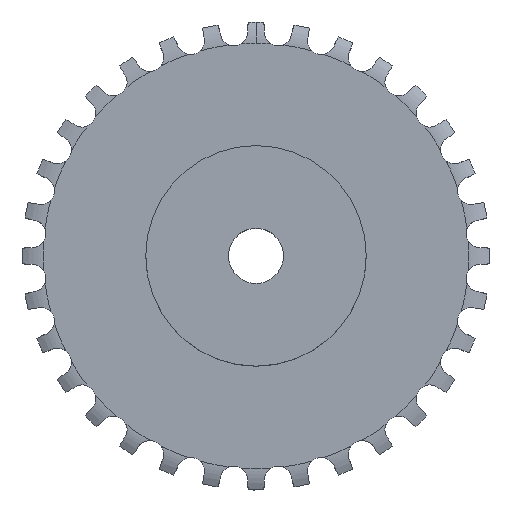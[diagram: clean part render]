
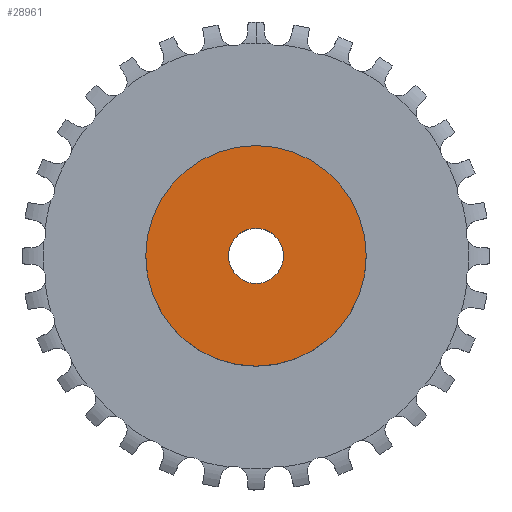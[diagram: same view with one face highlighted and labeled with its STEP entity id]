
A CAD part, top view. The second image highlights one B-rep face of the part: STEP entity #28961.
In plain terms, the highlighted planar face has unit normal (0, 0, 1).
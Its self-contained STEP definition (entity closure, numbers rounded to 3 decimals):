
#8465 = CYLINDRICAL_SURFACE('',#8466,20.);
#8466 = AXIS2_PLACEMENT_3D('',#8467,#8468,#8469);
#8467 = CARTESIAN_POINT('',(0.,0.,0.));
#8468 = DIRECTION('',(-0.,-0.,-1.));
#8469 = DIRECTION('',(1.,0.,0.));
#23358 = CYLINDRICAL_SURFACE('',#23359,5.);
#23359 = AXIS2_PLACEMENT_3D('',#23360,#23361,#23362);
#23360 = CARTESIAN_POINT('',(0.,0.,122.339));
#23361 = DIRECTION('',(0.,0.,1.));
#23362 = DIRECTION('',(1.,0.,-0.));
#26971 = VERTEX_POINT('',#26972);
#26972 = CARTESIAN_POINT('',(20.,0.,16.));
#26993 = EDGE_CURVE('',#26971,#26971,#26994,.T.);
#26994 = SURFACE_CURVE('',#26995,(#27000,#27007),.PCURVE_S1.);
#26995 = CIRCLE('',#26996,20.);
#26996 = AXIS2_PLACEMENT_3D('',#26997,#26998,#26999);
#26997 = CARTESIAN_POINT('',(0.,0.,16.));
#26998 = DIRECTION('',(0.,0.,1.));
#26999 = DIRECTION('',(1.,0.,0.));
#27000 = PCURVE('',#8465,#27001);
#27001 = DEFINITIONAL_REPRESENTATION('',(#27002),#27006);
#27002 = LINE('',#27003,#27004);
#27003 = CARTESIAN_POINT('',(-0.,-16.));
#27004 = VECTOR('',#27005,1.);
#27005 = DIRECTION('',(-1.,0.));
#27006 = ( GEOMETRIC_REPRESENTATION_CONTEXT(2) 
PARAMETRIC_REPRESENTATION_CONTEXT() REPRESENTATION_CONTEXT('2D SPACE',''
  ) );
#27007 = PCURVE('',#27008,#27013);
#27008 = PLANE('',#27009);
#27009 = AXIS2_PLACEMENT_3D('',#27010,#27011,#27012);
#27010 = CARTESIAN_POINT('',(0.,0.,16.));
#27011 = DIRECTION('',(-0.,0.,1.));
#27012 = DIRECTION('',(0.,-1.,0.));
#27013 = DEFINITIONAL_REPRESENTATION('',(#27014),#27018);
#27014 = CIRCLE('',#27015,20.);
#27015 = AXIS2_PLACEMENT_2D('',#27016,#27017);
#27016 = CARTESIAN_POINT('',(0.,0.));
#27017 = DIRECTION('',(0.,1.));
#27018 = ( GEOMETRIC_REPRESENTATION_CONTEXT(2) 
PARAMETRIC_REPRESENTATION_CONTEXT() REPRESENTATION_CONTEXT('2D SPACE',''
  ) );
#28915 = EDGE_CURVE('',#28916,#28916,#28918,.T.);
#28916 = VERTEX_POINT('',#28917);
#28917 = CARTESIAN_POINT('',(5.,0.,16.));
#28918 = SURFACE_CURVE('',#28919,(#28924,#28931),.PCURVE_S1.);
#28919 = CIRCLE('',#28920,5.);
#28920 = AXIS2_PLACEMENT_3D('',#28921,#28922,#28923);
#28921 = CARTESIAN_POINT('',(0.,0.,16.));
#28922 = DIRECTION('',(0.,0.,1.));
#28923 = DIRECTION('',(1.,0.,-0.));
#28924 = PCURVE('',#23358,#28925);
#28925 = DEFINITIONAL_REPRESENTATION('',(#28926),#28930);
#28926 = LINE('',#28927,#28928);
#28927 = CARTESIAN_POINT('',(0.,-106.339));
#28928 = VECTOR('',#28929,1.);
#28929 = DIRECTION('',(1.,0.));
#28930 = ( GEOMETRIC_REPRESENTATION_CONTEXT(2) 
PARAMETRIC_REPRESENTATION_CONTEXT() REPRESENTATION_CONTEXT('2D SPACE',''
  ) );
#28931 = PCURVE('',#27008,#28932);
#28932 = DEFINITIONAL_REPRESENTATION('',(#28933),#28937);
#28933 = CIRCLE('',#28934,5.);
#28934 = AXIS2_PLACEMENT_2D('',#28935,#28936);
#28935 = CARTESIAN_POINT('',(0.,0.));
#28936 = DIRECTION('',(0.,1.));
#28937 = ( GEOMETRIC_REPRESENTATION_CONTEXT(2) 
PARAMETRIC_REPRESENTATION_CONTEXT() REPRESENTATION_CONTEXT('2D SPACE',''
  ) );
#28961 = ADVANCED_FACE('',(#28962,#28965),#27008,.T.);
#28962 = FACE_BOUND('',#28963,.T.);
#28963 = EDGE_LOOP('',(#28964));
#28964 = ORIENTED_EDGE('',*,*,#26993,.T.);
#28965 = FACE_BOUND('',#28966,.T.);
#28966 = EDGE_LOOP('',(#28967));
#28967 = ORIENTED_EDGE('',*,*,#28915,.F.);
